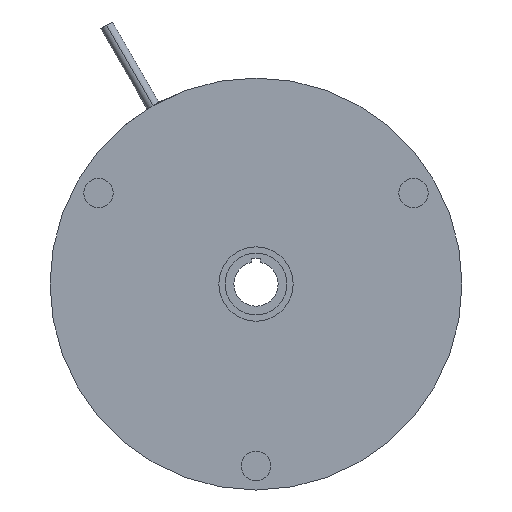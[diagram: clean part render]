
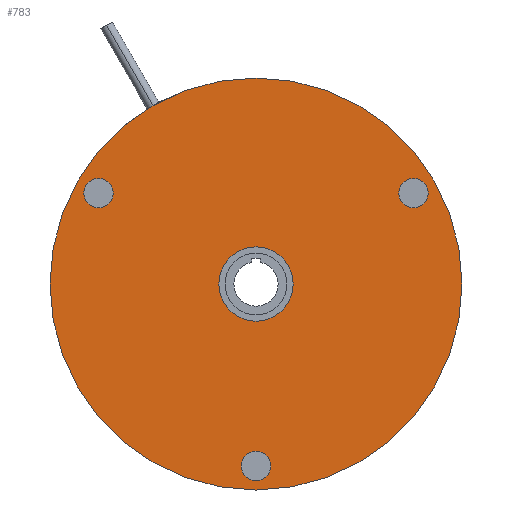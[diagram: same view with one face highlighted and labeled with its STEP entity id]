
A CAD part, left-side view. The second image highlights one B-rep face of the part: STEP entity #783.
In plain terms, the highlighted planar face has unit normal (-1, 0, 0).
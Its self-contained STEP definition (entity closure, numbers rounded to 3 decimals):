
#547=CARTESIAN_POINT('POINT191',(0.,
   0.,22.225));
#548=VERTEX_POINT('VERTEX191',#547);
#555=CARTESIAN_POINT('POINT192',(0.,
   0.,-22.225));
#556=VERTEX_POINT('VERTEX192',#555);
#557=CARTESIAN_POINT('POS271',(0.,0.,0.))
   ;
#558=DIRECTION('DIR428',(-1.,0.,0.));
#559=DIRECTION('DIR429',(0.,0.,1.));
#560=AXIS2_PLACEMENT_3D('AXIS158',#557,#558,#559);
#561=CIRCLE('ELLIPSE78',#560,22.225);
#562=EDGE_CURVE('EDGE280',#556,#548,#561,.T.);
#582=EDGE_CURVE('EDGE282',#548,#556,#561,.T.);
#587=CARTESIAN_POINT('POINT193',(0.,-1.588,
   -19.622));
#588=VERTEX_POINT('VERTEX193',#587);
#595=CARTESIAN_POINT('POINT194',(0.,1.588,
   -19.622));
#596=VERTEX_POINT('VERTEX194',#595);
#597=CARTESIAN_POINT('POS275',(0.,
   0.,-19.622));
#598=DIRECTION('DIR434',(1.,0.,
   0.));
#599=DIRECTION('DIR435',(0.,-1.,
   0.));
#600=AXIS2_PLACEMENT_3D('AXIS160',#597,#598,#599);
#601=CIRCLE('ELLIPSE79',#600,1.588);
#602=EDGE_CURVE('EDGE284',#596,#588,#601,.T.);
#622=EDGE_CURVE('EDGE286',#588,#596,#601,.T.);
#627=CARTESIAN_POINT('POINT195',(0.,
   17.786,8.436));
#628=VERTEX_POINT('VERTEX195',#627);
#635=CARTESIAN_POINT('POINT196',(0.,
   16.199,11.186));
#636=VERTEX_POINT('VERTEX196',#635);
#637=CARTESIAN_POINT('POS279',(0.,
   16.993,9.811));
#638=DIRECTION('DIR440',(1.,0.,
   0.));
#639=DIRECTION('DIR441',(0.,0.5,
   -0.866));
#640=AXIS2_PLACEMENT_3D('AXIS162',#637,#638,#639);
#641=CIRCLE('ELLIPSE80',#640,1.588);
#642=EDGE_CURVE('EDGE288',#636,#628,#641,.T.);
#662=EDGE_CURVE('EDGE290',#628,#636,#641,.T.);
#667=CARTESIAN_POINT('POINT197',(0.,
   -16.199,11.186));
#668=VERTEX_POINT('VERTEX197',#667);
#675=CARTESIAN_POINT('POINT198',(0.,
   -17.786,8.436));
#676=VERTEX_POINT('VERTEX198',#675);
#677=CARTESIAN_POINT('POS283',(0.,
   -16.993,9.811));
#678=DIRECTION('DIR446',(1.,0.,
   0.));
#679=DIRECTION('DIR447',(0.,0.5,
   0.866));
#680=AXIS2_PLACEMENT_3D('AXIS164',#677,#678,#679);
#681=CIRCLE('ELLIPSE81',#680,1.588);
#682=EDGE_CURVE('EDGE292',#676,#668,#681,.T.);
#702=EDGE_CURVE('EDGE294',#668,#676,#681,.T.);
#747=ORIENTED_EDGE('COEDGE587',*,*,#702,.T.);
#748=ORIENTED_EDGE('COEDGE588',*,*,#682,.T.);
#749=EDGE_LOOP('NONE',(#747,#748));
#750=FACE_BOUND('LOOP1',#749,.T.);
#751=ORIENTED_EDGE('COEDGE589',*,*,#662,.T.);
#752=ORIENTED_EDGE('COEDGE590',*,*,#642,.T.);
#753=EDGE_LOOP('NONE',(#751,#752));
#754=FACE_BOUND('LOOP1',#753,.T.);
#755=ORIENTED_EDGE('COEDGE591',*,*,#622,.T.);
#756=ORIENTED_EDGE('COEDGE592',*,*,#602,.T.);
#757=EDGE_LOOP('NONE',(#755,#756));
#758=FACE_BOUND('LOOP1',#757,.T.);
#759=CARTESIAN_POINT('POINT201',(0.,
   0.,4.011));
#760=VERTEX_POINT('VERTEX201',#759);
#761=CARTESIAN_POINT('POINT202',(0.,
   0.,-4.011));
#762=VERTEX_POINT('VERTEX202',#761);
#763=CARTESIAN_POINT('POS290',(0.,0.,0.))
   ;
#764=DIRECTION('DIR457',(-1.,0.,0.));
#765=DIRECTION('DIR458',(0.,0.,1.));
#766=AXIS2_PLACEMENT_3D('AXIS168',#763,#764,#765);
#767=CIRCLE('ELLIPSE83',#766,4.011);
#768=EDGE_CURVE('EDGE299',#760,#762,#767,.T.);
#769=ORIENTED_EDGE('COEDGE593',*,*,#768,.F.);
#770=EDGE_CURVE('EDGE300',#762,#760,#767,.T.);
#771=ORIENTED_EDGE('COEDGE594',*,*,#770,.F.);
#772=EDGE_LOOP('NONE',(#769,#771));
#773=FACE_BOUND('LOOP1',#772,.T.);
#774=ORIENTED_EDGE('COEDGE595',*,*,#582,.T.);
#775=ORIENTED_EDGE('COEDGE596',*,*,#562,.T.);
#776=EDGE_LOOP('NONE',(#774,#775));
#777=FACE_BOUND('LOOP1',#776,.T.);
#778=CARTESIAN_POINT('POS291',(0.,
   0.,13.118));
#779=DIRECTION('DIR459',(-1.,0.,0.));
#780=DIRECTION('DIR460',(0.,1.,0.));
#781=AXIS2_PLACEMENT_3D('AXIS169',#778,#779,#780);
#782=PLANE('PLANE43',#781);
#783=ADVANCED_FACE('FACE129',(#750,#754,#758,#773,#777),#782,.T.);
